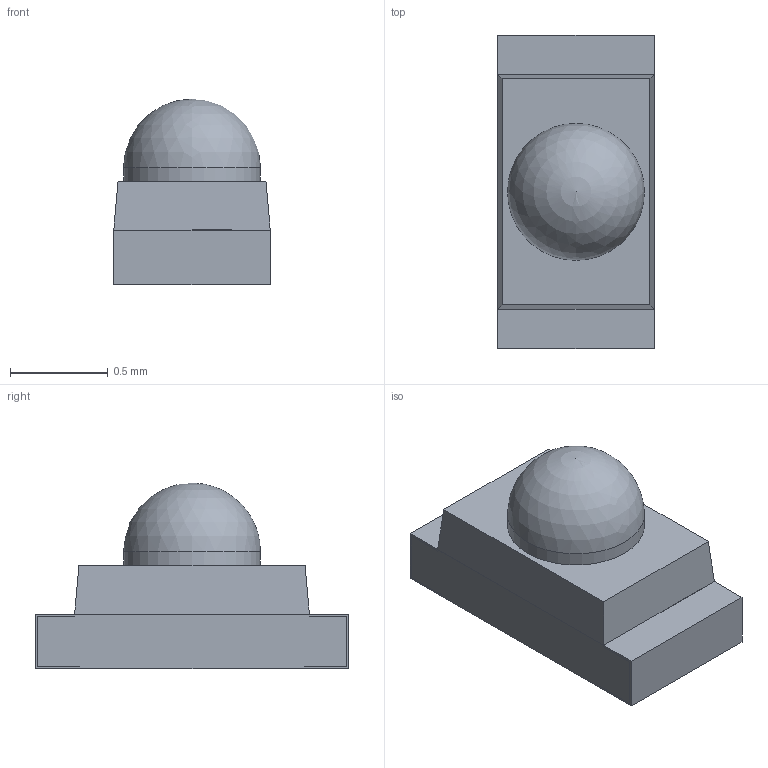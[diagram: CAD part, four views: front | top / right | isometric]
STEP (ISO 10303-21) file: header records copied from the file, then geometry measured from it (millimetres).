
FILE_DESCRIPTION(/* description */ ('Unknown'),/* implementation_level */ '2;1');
FILE_NAME(/* name */ '150060xx83000',/* time_stamp */ '2024-06-27T14:55:19+02:00',/* author */ ('Unknown'),/* organization */ ('Unknown'),/* preprocessor_version */ 'ST-DEVELOPER v19.4',/* originating_system */ 'Solid Edge',/* authorisation */ 'Unknown');
FILE_SCHEMA (('AUTOMOTIVE_DESIGN {1 0 10303 214 3 1 1}'));
Length unit declared in the file: millimetre
Products named in the file (4): 150060xx83000; PCB; Pins; Resin
Assembly tree (3 placements, depth 2):
  150060xx83000
    PCB
    Pins
    Resin
Bounding box: 0.8 x 1.6 x 0.95 mm (x, y, z)
Volume: 0.7 mm3; surface area: 10.5 mm2
Topology: 5 solids, 5 shells, 86 faces, 227 edges, 150 vertices
Faces by surface type: plane 84, cylinder 1, sphere 1
Full cylindrical faces by diameter (mm): 0.7 x1
Entity records: 3002 total; most frequent: CARTESIAN_POINT 461, ORIENTED_EDGE 446, DIRECTION 405, EDGE_CURVE 223, LINE 221, VECTOR 221, VERTEX_POINT 148, AXIS2_PLACEMENT_3D 92
